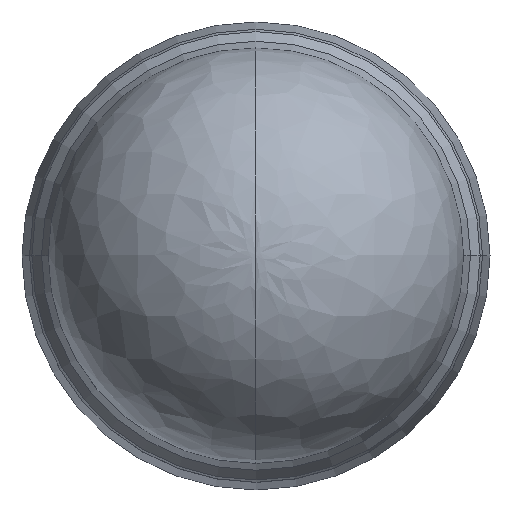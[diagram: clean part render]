
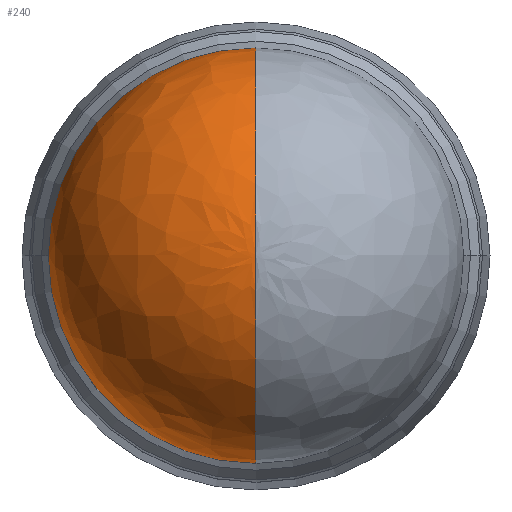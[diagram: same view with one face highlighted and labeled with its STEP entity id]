
A CAD part, top view. The second image highlights one B-rep face of the part: STEP entity #240.
In plain terms, the highlighted free-form (B-spline) face has degree [2, 2] with [3, 9] control points.
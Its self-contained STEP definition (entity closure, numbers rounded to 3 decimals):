
#167=CARTESIAN_POINT('',(0.,27.5,39.));
#168=CARTESIAN_POINT('',(0.,27.5,66.5));
#169=CARTESIAN_POINT('',(0.,0.,66.5));
#170=CARTESIAN_POINT('',(27.5,27.5,39.));
#171=CARTESIAN_POINT('',(27.5,27.5,66.5));
#172=CARTESIAN_POINT('',(0.,0.,66.5));
#173=CARTESIAN_POINT('',(27.5,0.,39.));
#174=CARTESIAN_POINT('',(27.5,0.,66.5));
#175=CARTESIAN_POINT('',(0.,0.,66.5));
#176=CARTESIAN_POINT('',(27.5,-27.5,39.));
#177=CARTESIAN_POINT('',(27.5,-27.5,66.5));
#178=CARTESIAN_POINT('',(0.,0.,66.5));
#179=CARTESIAN_POINT('',(0.,-27.5,39.));
#180=CARTESIAN_POINT('',(0.,-27.5,66.5));
#181=CARTESIAN_POINT('',(0.,0.,66.5));
#182=CARTESIAN_POINT('',(-27.5,-27.5,39.));
#183=CARTESIAN_POINT('',(-27.5,-27.5,66.5));
#184=CARTESIAN_POINT('',(0.,0.,66.5));
#185=CARTESIAN_POINT('',(-27.5,0.,39.));
#186=CARTESIAN_POINT('',(-27.5,0.,66.5));
#187=CARTESIAN_POINT('',(0.,0.,66.5));
#188=CARTESIAN_POINT('',(-27.5,27.5,39.));
#189=CARTESIAN_POINT('',(-27.5,27.5,66.5));
#190=CARTESIAN_POINT('',(0.,0.,66.5));
#191=CARTESIAN_POINT('',(0.,27.5,39.));
#192=CARTESIAN_POINT('',(0.,27.5,66.5));
#193=CARTESIAN_POINT('',(0.,0.,66.5));
#201=(BOUNDED_SURFACE()B_SPLINE_SURFACE(2,2,((#167,#170,#173,#176,#179,#182,#185,#188,#191),(#168,#171,#174,#177,#180,#183,#186,#189,#192),(#169,#172,#175,#178,#181,#184,#187,#190,#193)),.UNSPECIFIED.,.F.,.T.,.U.)B_SPLINE_SURFACE_WITH_KNOTS((3,3),(3,2,2,2,3),(0.,1.571),(0.0,1.571,3.142,4.712,6.283),.UNSPECIFIED.)GEOMETRIC_REPRESENTATION_ITEM()RATIONAL_B_SPLINE_SURFACE(((1.0,0.707,1.0,0.707,1.0,0.707,1.0,0.707,1.0),(0.707,0.5,0.707,0.5,0.707,0.5,0.707,0.5,0.707),(1.0,0.707,1.0,0.707,1.0,0.707,1.0,0.707,1.0)))REPRESENTATION_ITEM('')SURFACE());
#202=CARTESIAN_POINT('',(0.,0.,66.5));
#203=VERTEX_POINT('',#202);
#204=CARTESIAN_POINT('',(0.,-27.5,39.));
#205=VERTEX_POINT('',#204);
#206=CARTESIAN_POINT('',(0.,0.,39.));
#207=DIRECTION('',(1.0,0.0,0.0));
#208=DIRECTION('',(0.0,-1.0,0.0));
#209=AXIS2_PLACEMENT_3D('',#206,#207,#208);
#210=CIRCLE('',#209,27.5);
#211=EDGE_CURVE('',#203,#205,#210,.T.);
#212=ORIENTED_EDGE('',*,*,#211,.F.);
#213=CARTESIAN_POINT('',(0.,27.5,39.));
#214=VERTEX_POINT('',#213);
#215=CARTESIAN_POINT('',(0.,0.,39.));
#216=DIRECTION('',(-1.0,0.0,0.0));
#217=DIRECTION('',(0.0,1.0,0.0));
#218=AXIS2_PLACEMENT_3D('',#215,#216,#217);
#219=CIRCLE('',#218,27.5);
#220=EDGE_CURVE('',#203,#214,#219,.T.);
#221=ORIENTED_EDGE('',*,*,#220,.T.);
#222=CARTESIAN_POINT('',(-27.5,0.,39.));
#223=VERTEX_POINT('',#222);
#224=CARTESIAN_POINT('',(0.,0.,39.));
#225=DIRECTION('',(0.0,0.0,1.0));
#226=DIRECTION('',(-1.0,0.0,0.0));
#227=AXIS2_PLACEMENT_3D('',#224,#225,#226);
#228=CIRCLE('',#227,27.5);
#229=EDGE_CURVE('',#214,#223,#228,.T.);
#230=ORIENTED_EDGE('',*,*,#229,.T.);
#231=CARTESIAN_POINT('',(0.,0.,39.));
#232=DIRECTION('',(0.0,0.0,1.0));
#233=DIRECTION('',(-1.0,0.0,0.0));
#234=AXIS2_PLACEMENT_3D('',#231,#232,#233);
#235=CIRCLE('',#234,27.5);
#236=EDGE_CURVE('',#223,#205,#235,.T.);
#237=ORIENTED_EDGE('',*,*,#236,.T.);
#238=EDGE_LOOP('',(#212,#221,#230,#237));
#239=FACE_OUTER_BOUND('',#238,.T.);
#240=ADVANCED_FACE('',(#239),#201,.T.);
